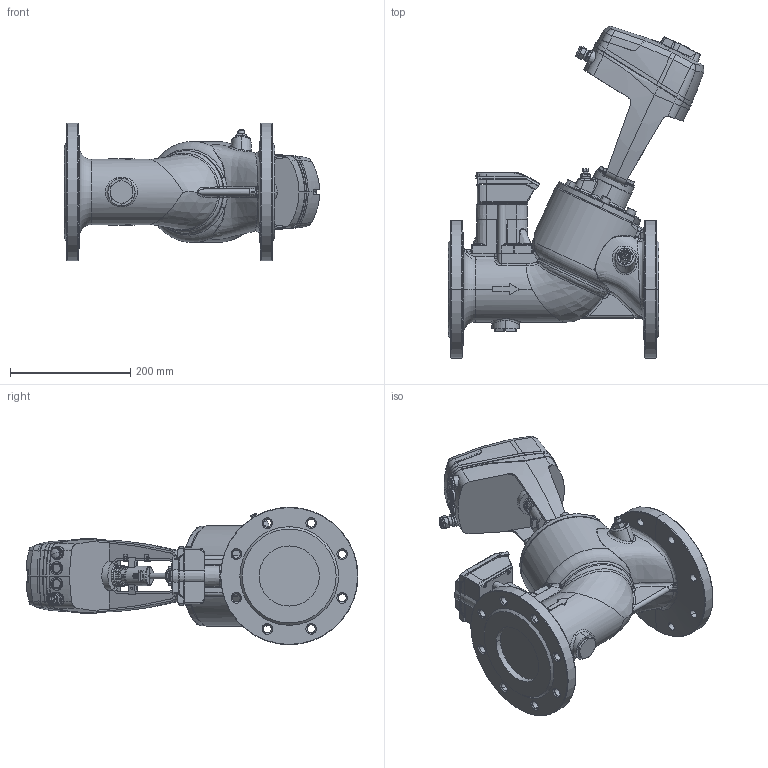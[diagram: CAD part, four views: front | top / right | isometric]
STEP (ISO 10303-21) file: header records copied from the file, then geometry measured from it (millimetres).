
FILE_DESCRIPTION (( 'STEP AP203' ), '1' );
FILE_NAME ('TA-Smart DN100 ANSI150.step', '2022-10-11T08:54:33', ( '' ), ( '' ), 'SwSTEP 2.0', 'SolidWorks 2019', '' );
FILE_SCHEMA (( 'CONFIG_CONTROL_DESIGN' ));
Products named in the file (1): TA-Smart DN100 ANSI150
Bounding box: 424.57 x 551.82 x 228.6 mm (x, y, z)
Volume: 10059259.1 mm3; surface area: 790832.9 mm2
Topology: 41 solids, 42 shells, 2563 faces, 6171 edges, 3754 vertices
Faces by surface type: plane 723, cylinder 661, cone 521, bspline 334, torus 272, sphere 52
Entity records: 122494 total; most frequent: CARTESIAN_POINT 65757, ORIENTED_EDGE 12244, DIRECTION 11373, EDGE_CURVE 6122, AXIS2_PLACEMENT_3D 4520, VERTEX_POINT 3752, EDGE_LOOP 2776, FACE_OUTER_BOUND 2563
